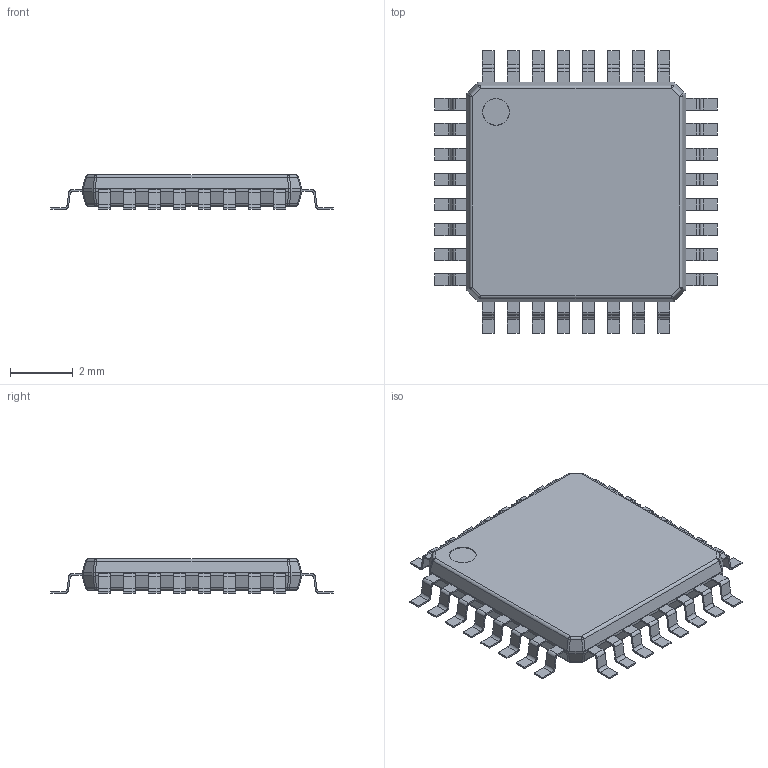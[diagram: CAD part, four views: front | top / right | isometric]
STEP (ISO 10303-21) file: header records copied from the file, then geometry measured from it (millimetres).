
FILE_DESCRIPTION(('FreeCAD Model'),'2;1');
FILE_NAME('TQFP-32.step','2018-08-14T21:19:13',( 'kicad StepUp'),('ksu MCAD'),'Open CASCADE STEP processor 6.8', 'FreeCAD','Unknown');
FILE_SCHEMA(('AUTOMOTIVE_DESIGN_CC2 { 1 2 10303 214 -1 1 5 4 }'));
Length unit declared in the file: millimetre
Products named in the file (2): ASSEMBLY; TQFP-32
Assembly tree (1 placements, depth 2):
  ASSEMBLY
    TQFP-32
Bounding box: 9 x 9 x 1.1 mm (x, y, z)
Volume: 48.1 mm3; surface area: 156.8 mm2
Topology: 1 solids, 1 shells, 505 faces, 1374 edges, 888 vertices
Faces by surface type: plane 315, cylinder 170, sphere 16, torus 4
Entity records: 19278 total; most frequent: CARTESIAN_POINT 2897, ORIENTED_EDGE 2716, DIRECTION 2640, EDGE_CURVE 1358, LINE 994, VECTOR 994, VERTEX_POINT 888, AXIS2_PLACEMENT_3D 823
